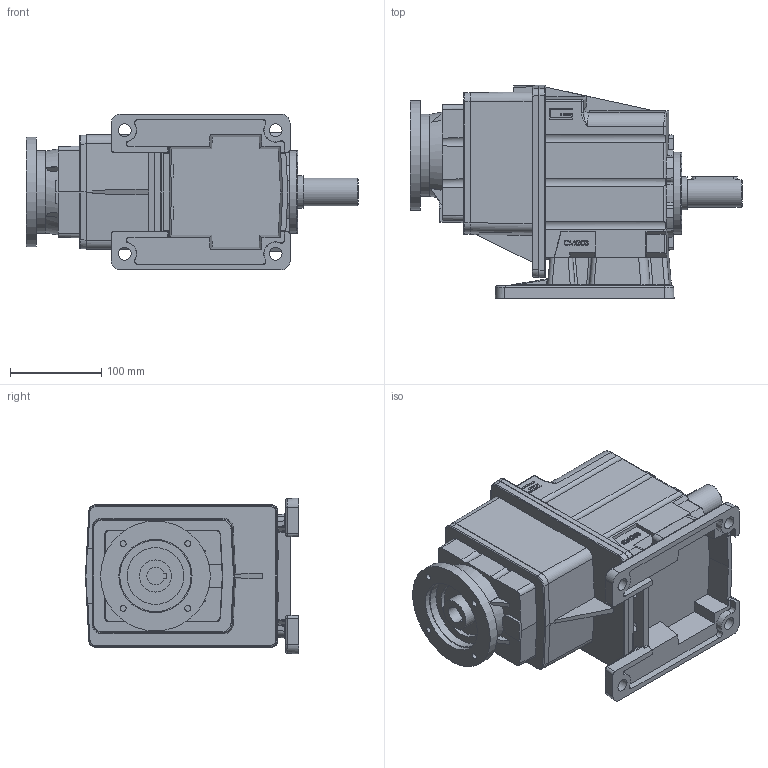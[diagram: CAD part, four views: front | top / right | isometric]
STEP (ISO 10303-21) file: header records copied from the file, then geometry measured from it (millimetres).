
FILE_DESCRIPTION( ( 'Unknown' ), '1' );
FILE_NAME( '80248EAF29B4DECAB0F91128925B6E77.3d.stp', 'Unknown', ( 'Unknown' ), ( 'Unknown' ), 'PSStep 10.1', 'Unknown', ' ' );
FILE_SCHEMA( ( 'AUTOMOTIVE_DESIGN { 1 0 10303 214 1 1 1 1 }' ) );
Length unit declared in the file: millimetre
Products named in the file (1): G0301
Bounding box: 363 x 233 x 170.47 mm (x, y, z)
Volume: 5616586.3 mm3; surface area: 352626.5 mm2
Topology: 1 solids, 9 shells, 688 faces, 1789 edges, 1142 vertices
Faces by surface type: plane 347, cylinder 172, bspline 58, cone 56, extrusion 41, torus 10, sphere 4
Full cylindrical faces by diameter (mm): 6 x2, 6.6 x4, 8.376 x1, 14 x4, 30 x1, 35 x1, 36 x1, 62 x1, 72 x1, 78 x1, 80 x1, 90 x2, 120 x1
Entity records: 33795 total; most frequent: CARTESIAN_POINT 11919, ORIENTED_EDGE 3420, DIRECTION 3290, EDGE_CURVE 1710, AXIS2_PLACEMENT_3D 1120, VERTEX_POINT 1117, VECTOR 1050, LINE 1009
